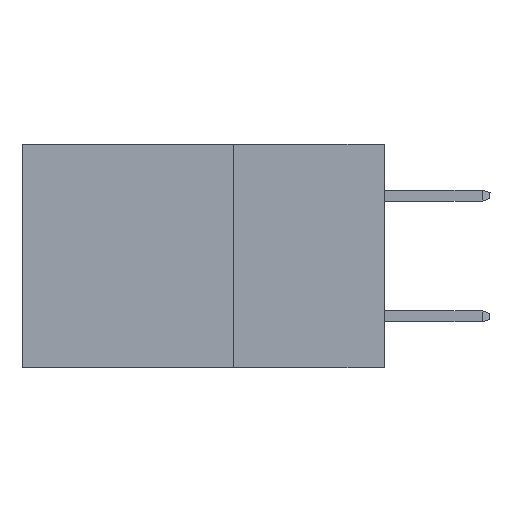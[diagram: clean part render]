
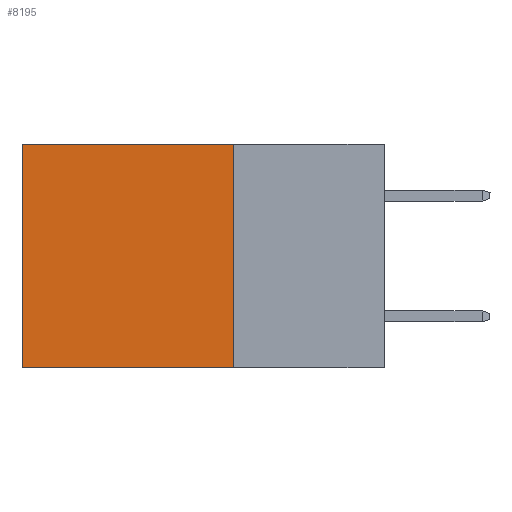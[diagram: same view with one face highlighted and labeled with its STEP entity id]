
A CAD part, left-side view. The second image highlights one B-rep face of the part: STEP entity #8195.
In plain terms, the highlighted planar face has unit normal (-1, 0, 0).
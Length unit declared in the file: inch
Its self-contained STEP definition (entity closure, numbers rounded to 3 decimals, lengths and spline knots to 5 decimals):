
#792 = CARTESIAN_POINT ( 'NONE',  ( 0.298, 0.25, 0. ) ) ;
#1207 = VECTOR ( 'NONE', #11974, 39.37008 ) ;
#1453 = EDGE_CURVE ( 'NONE', #16204, #4392, #15961, .T. ) ;
#2689 = EDGE_LOOP ( 'NONE', ( #18404, #5221, #10017, #13131 ) ) ;
#4392 = VERTEX_POINT ( 'NONE', #6273 ) ;
#5221 = ORIENTED_EDGE ( 'NONE', *, *, #15734, .F. ) ;
#5499 = EDGE_CURVE ( 'NONE', #16204, #6925, #14396, .T. ) ;
#6273 = CARTESIAN_POINT ( 'NONE',  ( 0.298, 0.25, -0.37 ) ) ;
#6392 = VECTOR ( 'NONE', #11775, 39.37008 ) ;
#6925 = VERTEX_POINT ( 'NONE', #15616 ) ;
#6954 = AXIS2_PLACEMENT_3D ( 'NONE', #10644, #10435, #11949 ) ;
#7070 = LINE ( 'NONE', #11100, #17560 ) ;
#7692 = EDGE_CURVE ( 'NONE', #6925, #17632, #16419, .T. ) ;
#8195 = ADVANCED_FACE ( 'NONE', ( #14764 ), #14494, .F. ) ;
#8338 = CARTESIAN_POINT ( 'NONE',  ( 0.298, 0.25, 0. ) ) ;
#8797 = VECTOR ( 'NONE', #16530, 39.37008 ) ;
#8898 = CARTESIAN_POINT ( 'NONE',  ( 0.298, 0.6, -0.37 ) ) ;
#10017 = ORIENTED_EDGE ( 'NONE', *, *, #1453, .F. ) ;
#10435 = DIRECTION ( 'NONE',  ( 1., 0., 0. ) ) ;
#10644 = CARTESIAN_POINT ( 'NONE',  ( 0.298, 0.25, 0. ) ) ;
#11100 = CARTESIAN_POINT ( 'NONE',  ( 0.298, 0.25, -0.37 ) ) ;
#11775 = DIRECTION ( 'NONE',  ( 0., 1., 0. ) ) ;
#11949 = DIRECTION ( 'NONE',  ( 0., 0., -1. ) ) ;
#11974 = DIRECTION ( 'NONE',  ( 0., 0., -1. ) ) ;
#12043 = CARTESIAN_POINT ( 'NONE',  ( 0.298, 0.6, 0. ) ) ;
#12229 = CARTESIAN_POINT ( 'NONE',  ( 0.298, 0.25, 0. ) ) ;
#13131 = ORIENTED_EDGE ( 'NONE', *, *, #5499, .T. ) ;
#14396 = LINE ( 'NONE', #12229, #6392 ) ;
#14494 = PLANE ( 'NONE',  #6954 ) ;
#14764 = FACE_OUTER_BOUND ( 'NONE', #2689, .T. ) ;
#15442 = DIRECTION ( 'NONE',  ( 0., 1., 0. ) ) ;
#15616 = CARTESIAN_POINT ( 'NONE',  ( 0.298, 0.6, 0. ) ) ;
#15734 = EDGE_CURVE ( 'NONE', #4392, #17632, #7070, .T. ) ;
#15961 = LINE ( 'NONE', #8338, #8797 ) ;
#16204 = VERTEX_POINT ( 'NONE', #792 ) ;
#16419 = LINE ( 'NONE', #12043, #1207 ) ;
#16530 = DIRECTION ( 'NONE',  ( 0., 0., -1. ) ) ;
#17560 = VECTOR ( 'NONE', #15442, 39.37008 ) ;
#17632 = VERTEX_POINT ( 'NONE', #8898 ) ;
#18404 = ORIENTED_EDGE ( 'NONE', *, *, #7692, .T. ) ;
